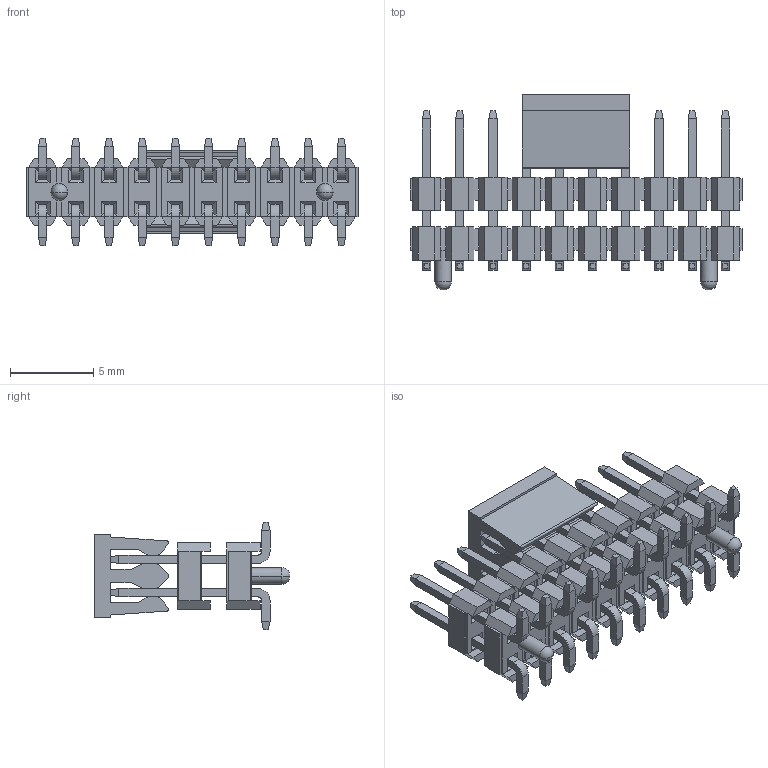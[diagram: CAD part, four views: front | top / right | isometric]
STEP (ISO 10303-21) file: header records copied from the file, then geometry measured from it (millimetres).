
FILE_DESCRIPTION( ('This file contains a STEP AP42 implementation' ,'as created by ZW3D STEP Interface translator.') ,'2;1' );
FILE_NAME( '1220-22XXXXMXXXXXXX(衄翐)(肮砃).stp' ,'23 324.14 350', (''), ('ZWCAD Software Co.'), 'Version 1.0', 'ZW3D to STEP translator', '' );
FILE_SCHEMA(('AUTOMOTIVE_DESIGN { 1 0 10303 214 1 1 1 1 }'));
Length unit declared in the file: millimetre
Products named in the file (2): 0; 1220-2220XXM114XXXX(衄翐)(肮砃)001
Bounding box: 20 x 11.8 x 6.5 mm (x, y, z)
Volume: 361.6 mm3; surface area: 1357.8 mm2
Topology: 23 solids, 23 shells, 1148 faces, 2748 edges, 1642 vertices
Faces by surface type: plane 1085, cylinder 59, sphere 4
Entity records: 33203 total; most frequent: CARTESIAN_POINT 5535, ORIENTED_EDGE 5488, DIRECTION 5172, EDGE_CURVE 2744, VECTOR 2614, LINE 2614, VERTEX_POINT 1642, AXIS2_PLACEMENT_3D 1279
